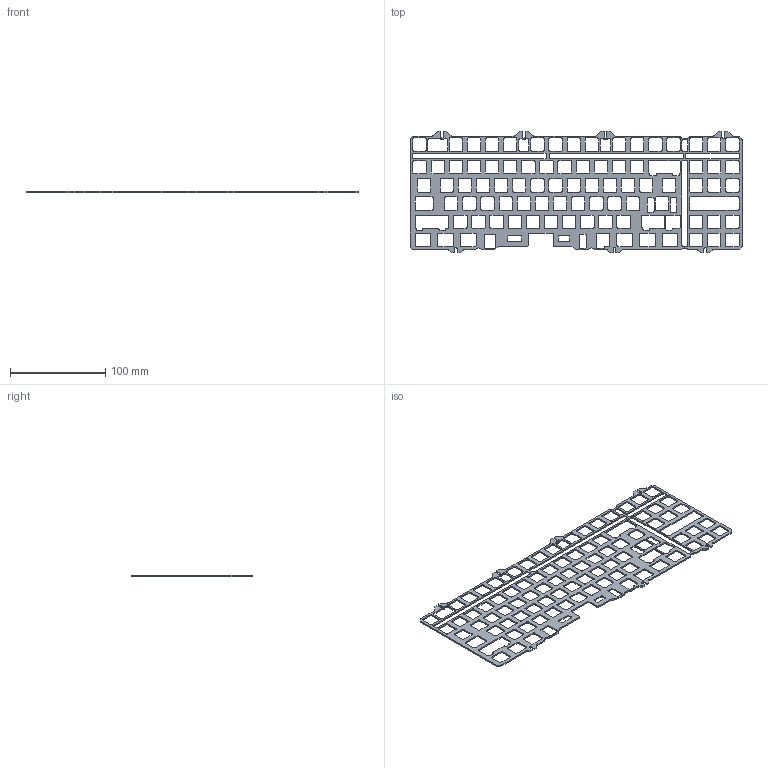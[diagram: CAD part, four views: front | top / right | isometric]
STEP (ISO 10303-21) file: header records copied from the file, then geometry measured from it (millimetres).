
FILE_DESCRIPTION(/* description */ (''),/* implementation_level */ '2;1');
FILE_NAME(/* name */ 'a6a3abda-36af-49ee-b241-6b42d329828d.stp',/* time_stamp */ '2021-02-06T07:19:47+00:00',/* author */ (''),/* organization */ (''),/* preprocessor_version */ 'ST-DEVELOPER v18.1',/* originating_system */ 'Autodesk Translation Framework v9.7.1.1290',/* authorisation */ '');
FILE_SCHEMA (('AUTOMOTIVE_DESIGN { 1 0 10303 214 3 1 1 }'));
Length unit declared in the file: millimetre
Products named in the file (1): IU80 Plate
Bounding box: 348.66 x 127.96 x 1.5 mm (x, y, z)
Volume: 27302.5 mm3; surface area: 47712 mm2
Topology: 1 solids, 1 shells, 1022 faces, 3060 edges, 2040 vertices
Faces by surface type: plane 516, cylinder 506
Entity records: 35152 total; most frequent: CARTESIAN_POINT 6123, ORIENTED_EDGE 6120, DIRECTION 6118, EDGE_CURVE 3060, LINE 2048, VECTOR 2048, VERTEX_POINT 2040, AXIS2_PLACEMENT_3D 2035
